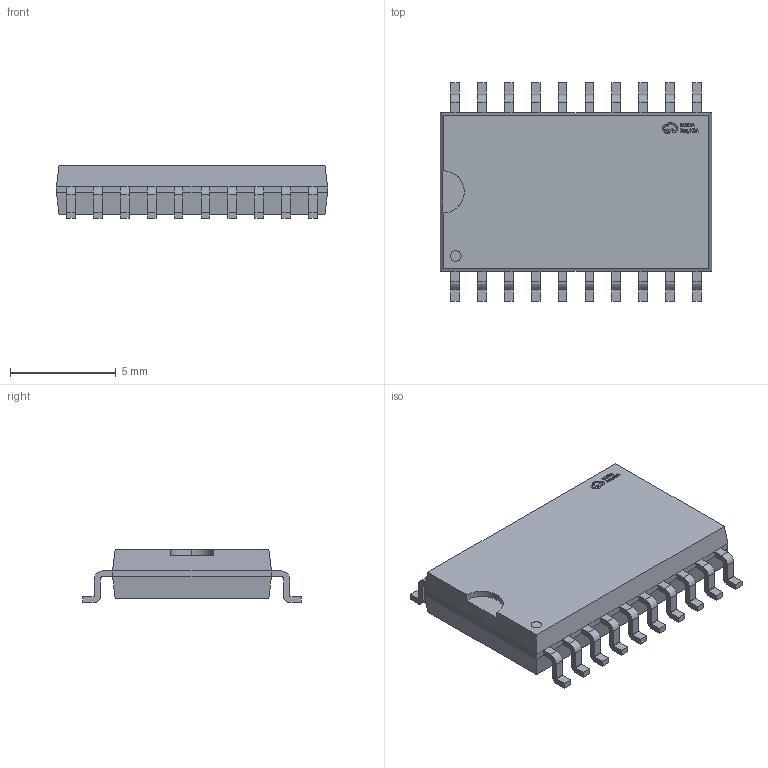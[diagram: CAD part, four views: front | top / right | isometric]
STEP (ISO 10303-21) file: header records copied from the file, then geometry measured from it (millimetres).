
FILE_DESCRIPTION (( 'STEP AP214' ), '1' );
FILE_NAME ('SOIC-20_L12.8-W7.5-P1.27-LS10.3-BL.step', '2022-07-26T09:12:08', ( '' ), ( '' ), 'SwSTEP 2.0', 'SolidWorks 2020', '' );
FILE_SCHEMA (( 'AUTOMOTIVE_DESIGN' ));
Length unit declared in the file: millimetre
Products named in the file (1): SOIC-20_L12.8-W7.5-P1.27-LS10.3-BL
Bounding box: 12.8 x 10.32 x 2.5 mm (x, y, z)
Volume: 221 mm3; surface area: 344.7 mm2
Topology: 14 solids, 14 shells, 590 faces, 1574 edges, 1020 vertices
Faces by surface type: plane 394, bspline 112, cylinder 84
Entity records: 25372 total; most frequent: CARTESIAN_POINT 5295, ORIENTED_EDGE 3148, DIRECTION 2470, EDGE_CURVE 1574, LINE 1176, VECTOR 1176, VERTEX_POINT 1020, AXIS2_PLACEMENT_3D 647
